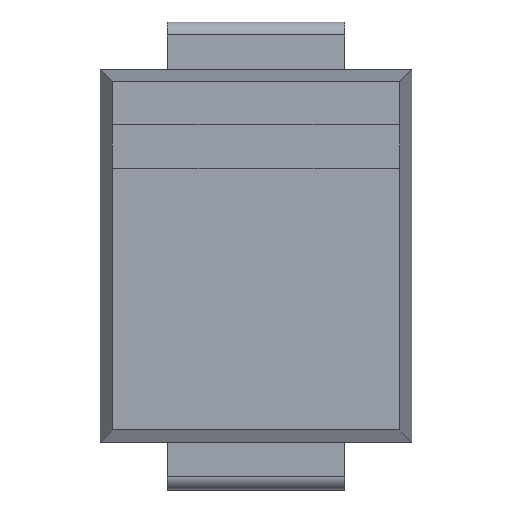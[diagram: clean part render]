
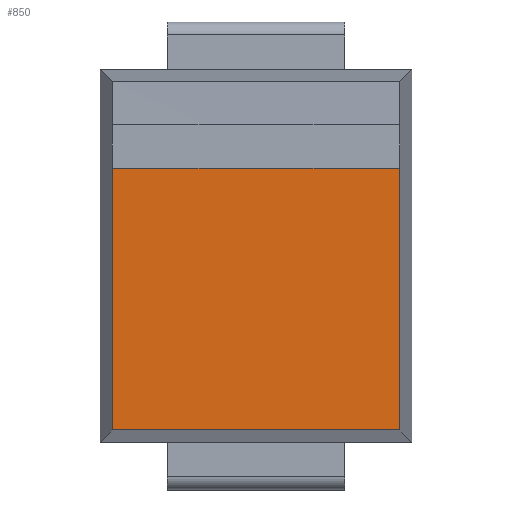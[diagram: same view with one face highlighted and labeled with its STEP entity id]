
A CAD part, top view. The second image highlights one B-rep face of the part: STEP entity #850.
In plain terms, the highlighted planar face has unit normal (0, 0, 1).
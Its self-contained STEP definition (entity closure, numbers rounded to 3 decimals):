
#23=FACE_OUTER_BOUND('',#67,.T.);
#67=EDGE_LOOP('',(#546,#547,#548,#549));
#112=LINE('',#1203,#224);
#113=LINE('',#1204,#225);
#114=LINE('',#1205,#226);
#224=VECTOR('',#977,1000.);
#225=VECTOR('',#978,1000.);
#226=VECTOR('',#979,1000.);
#334=CIRCLE('',#909,734.349);
#344=VERTEX_POINT('',#1192);
#345=VERTEX_POINT('',#1193);
#348=VERTEX_POINT('',#1201);
#349=VERTEX_POINT('',#1202);
#420=EDGE_CURVE('',#344,#345,#334,.T.);
#424=EDGE_CURVE('',#348,#349,#112,.T.);
#425=EDGE_CURVE('',#344,#348,#113,.T.);
#426=EDGE_CURVE('',#349,#345,#114,.T.);
#546=ORIENTED_EDGE('',*,*,#424,.F.);
#547=ORIENTED_EDGE('',*,*,#425,.F.);
#548=ORIENTED_EDGE('',*,*,#420,.T.);
#549=ORIENTED_EDGE('',*,*,#426,.F.);
#787=PLANE('',#911);
#850=ADVANCED_FACE('',(#23),#787,.T.);
#909=AXIS2_PLACEMENT_3D('',#1194,#969,#970);
#911=AXIS2_PLACEMENT_3D('',#1200,#975,#976);
#969=DIRECTION('center_axis',(0.,1.,0.));
#970=DIRECTION('ref_axis',(-0.002,0.,-1.));
#975=DIRECTION('center_axis',(0.,0.,1.));
#976=DIRECTION('ref_axis',(1.,0.,0.));
#977=DIRECTION('',(-1.,0.,0.));
#978=DIRECTION('',(0.,-1.,0.));
#979=DIRECTION('',(0.,1.,0.));
#1192=CARTESIAN_POINT('',(1.659,1.011,1.002));
#1193=CARTESIAN_POINT('',(-1.659,1.011,1.002));
#1194=CARTESIAN_POINT('Origin',(0.,1.011,
735.349));
#1200=CARTESIAN_POINT('Origin',(0.,0.,1.));
#1201=CARTESIAN_POINT('',(1.659,-2.011,1.));
#1202=CARTESIAN_POINT('',(-1.659,-2.011,1.));
#1203=CARTESIAN_POINT('',(0.,-2.011,1.));
#1204=CARTESIAN_POINT('',(1.659,0.,1.));
#1205=CARTESIAN_POINT('',(-1.659,0.,1.));
